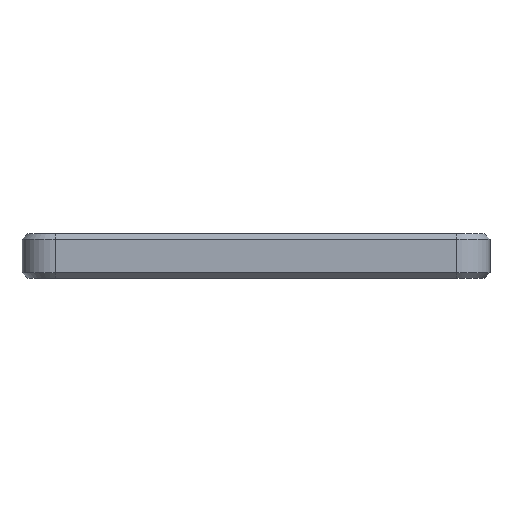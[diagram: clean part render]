
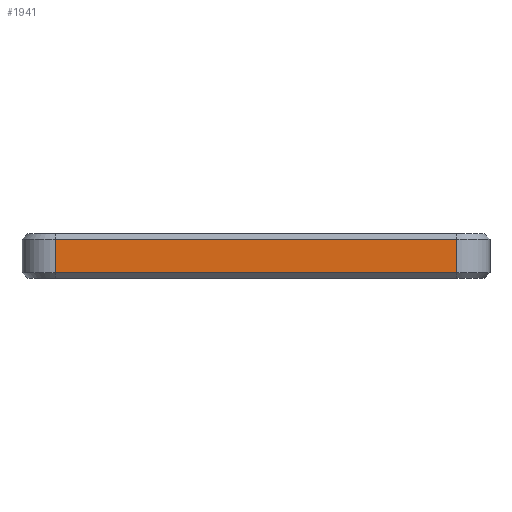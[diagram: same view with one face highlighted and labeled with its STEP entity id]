
A CAD part, left-side view. The second image highlights one B-rep face of the part: STEP entity #1941.
In plain terms, the highlighted planar face has unit normal (-1, 0, 0).
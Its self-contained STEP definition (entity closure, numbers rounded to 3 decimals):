
#133=PLANE('',#2184);
#250=FACE_OUTER_BOUND('',#408,.T.);
#408=EDGE_LOOP('',(#1776,#1777,#1778,#1779));
#506=LINE('',#3201,#660);
#542=LINE('',#3296,#696);
#563=LINE('',#3343,#717);
#564=LINE('',#3345,#718);
#660=VECTOR('',#2622,10.);
#696=VECTOR('',#2730,10.);
#717=VECTOR('',#2793,10.);
#718=VECTOR('',#2796,10.);
#963=VERTEX_POINT('',#3195);
#964=VERTEX_POINT('',#3199);
#986=VERTEX_POINT('',#3290);
#987=VERTEX_POINT('',#3294);
#1184=EDGE_CURVE('',#964,#963,#506,.T.);
#1232=EDGE_CURVE('',#986,#987,#542,.T.);
#1256=EDGE_CURVE('',#987,#964,#563,.T.);
#1257=EDGE_CURVE('',#963,#986,#564,.T.);
#1776=ORIENTED_EDGE('',*,*,#1184,.F.);
#1777=ORIENTED_EDGE('',*,*,#1256,.F.);
#1778=ORIENTED_EDGE('',*,*,#1232,.F.);
#1779=ORIENTED_EDGE('',*,*,#1257,.F.);
#1941=ADVANCED_FACE('',(#250),#133,.T.);
#2184=AXIS2_PLACEMENT_3D('',#3344,#2794,#2795);
#2622=DIRECTION('',(0.,1.,0.));
#2730=DIRECTION('',(0.,-1.,0.));
#2793=DIRECTION('',(0.,0.,-1.));
#2794=DIRECTION('center_axis',(-1.,0.,0.));
#2795=DIRECTION('ref_axis',(0.,-1.,0.));
#2796=DIRECTION('',(0.,0.,1.));
#3195=CARTESIAN_POINT('',(-28.85,22.85,1.));
#3199=CARTESIAN_POINT('',(-28.85,-49.317,1.));
#3201=CARTESIAN_POINT('',(-28.85,7.808,1.));
#3290=CARTESIAN_POINT('',(-28.85,22.85,7.));
#3294=CARTESIAN_POINT('',(-28.85,-49.317,7.));
#3296=CARTESIAN_POINT('',(-28.85,7.808,7.));
#3343=CARTESIAN_POINT('',(-28.85,-49.317,0.));
#3344=CARTESIAN_POINT('Origin',(-28.85,28.85,0.));
#3345=CARTESIAN_POINT('',(-28.85,22.85,0.));
